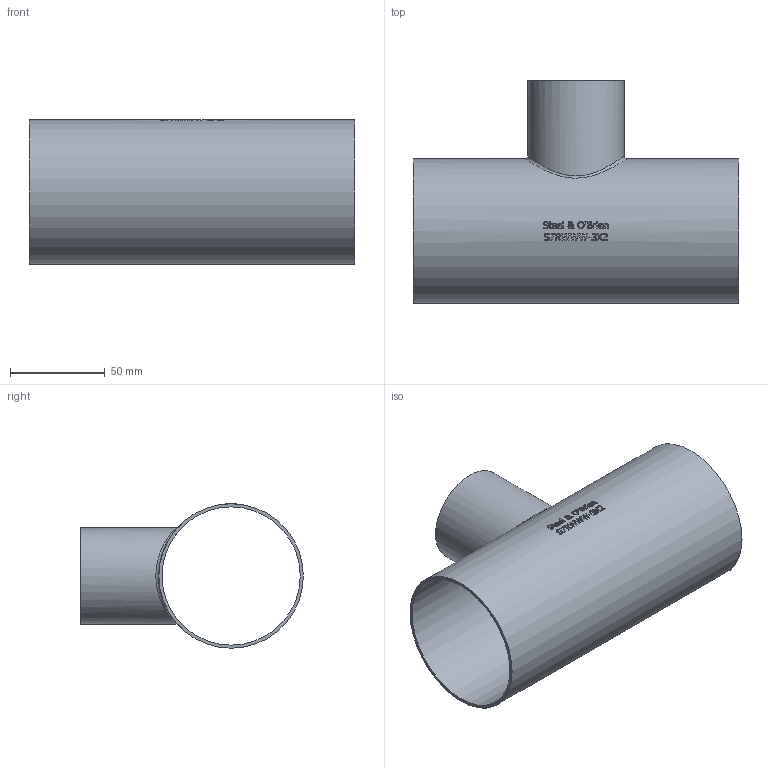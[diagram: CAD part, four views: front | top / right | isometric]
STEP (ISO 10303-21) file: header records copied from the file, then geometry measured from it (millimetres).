
FILE_DESCRIPTION(/* description */ (''),/* implementation_level */ '2;1');
FILE_NAME(/* name */ 'S7RWWW-3X2.stp',/* time_stamp */ '2018-11-28T14:18:19-05:00',/* author */ ('ken'),/* organization */ (''),/* preprocessor_version */ 'ST-DEVELOPER v15.2',/* originating_system */ 'Autodesk Inventor 2014',/* authorisation */ '');
FILE_SCHEMA (('AUTOMOTIVE_DESIGN { 1 0 10303 214 3 1 1 }'));
Length unit declared in the file: inch
Products named in the file (1): S7RWWW-3X2
Bounding box: 171.45 x 117.47 x 76.2 mm (x, y, z)
Volume: 74770 mm3; surface area: 91664.1 mm2
Topology: 1 solids, 1 shells, 384 faces, 1048 edges, 699 vertices
Faces by surface type: plane 174, bspline 173, cylinder 37
Full cylindrical faces by diameter (mm): 47.498 x1, 50.8 x1, 72.898 x1, 76.2 x1
Entity records: 15484 total; most frequent: CARTESIAN_POINT 6739, ORIENTED_EDGE 2078, DIRECTION 1309, EDGE_CURVE 1039, VERTEX_POINT 695, LINE 499, VECTOR 499, EDGE_LOOP 426
